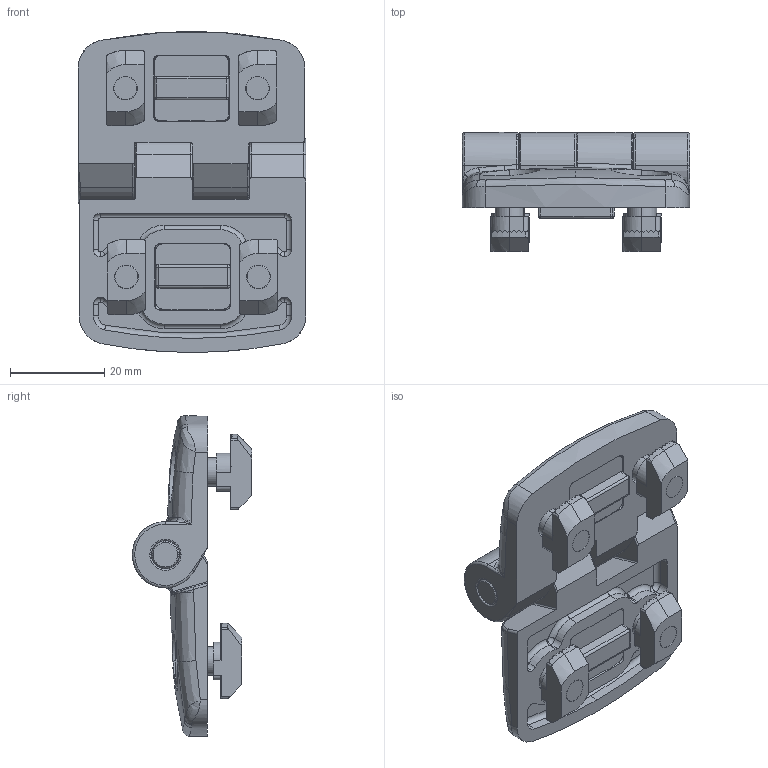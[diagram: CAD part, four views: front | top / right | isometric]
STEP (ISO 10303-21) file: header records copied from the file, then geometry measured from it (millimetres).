
FILE_DESCRIPTION (( 'STEP AP203' ), '1' );
FILE_NAME ('402544528_c_1.STEP', '2022-10-19T14:55:16', ( '' ), ( '' ), 'SwSTEP 2.0', 'SolidWorks 2014', '' );
FILE_SCHEMA (( 'CONFIG_CONTROL_DESIGN' ));
Length unit declared in the file: millimetre
Products named in the file (1): 402544528_c_1
Bounding box: 48.2 x 25.25 x 68 mm (x, y, z)
Volume: 26251.9 mm3; surface area: 18377.5 mm2
Topology: 13 solids, 13 shells, 1132 faces, 2918 edges, 1789 vertices
Faces by surface type: plane 482, cylinder 358, torus 109, cone 87, bspline 76, sphere 20
Entity records: 40422 total; most frequent: CARTESIAN_POINT 14269, ORIENTED_EDGE 5742, DIRECTION 5197, EDGE_CURVE 2871, AXIS2_PLACEMENT_3D 1931, VERTEX_POINT 1777, LINE 1335, VECTOR 1335
